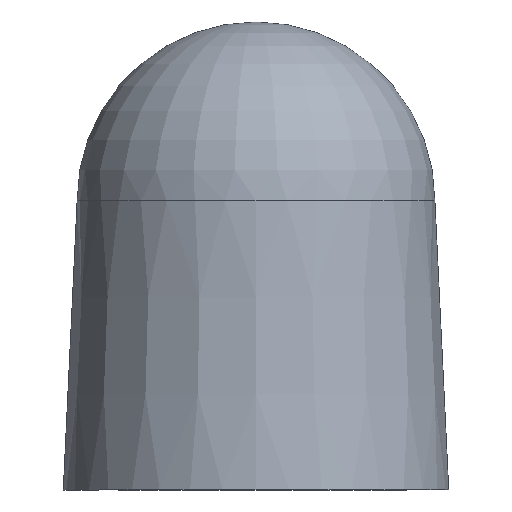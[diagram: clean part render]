
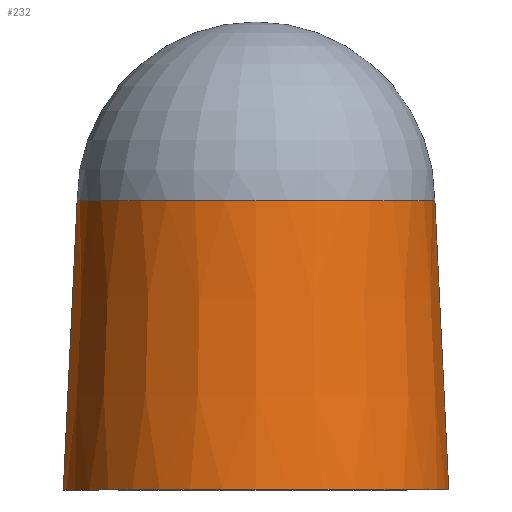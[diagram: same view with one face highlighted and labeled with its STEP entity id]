
A CAD part, front view. The second image highlights one B-rep face of the part: STEP entity #232.
In plain terms, the highlighted conical face has half-angle 2.741 degrees and reference radius 6.302 mm.
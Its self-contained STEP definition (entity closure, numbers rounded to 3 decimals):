
#2 = DIRECTION ( 'NONE',  ( -1., 0., 0. ) ) ;
#24 = EDGE_CURVE ( 'NONE', #381, #226, #340, .T. ) ;
#28 = ORIENTED_EDGE ( 'NONE', *, *, #24, .T. ) ;
#33 = CARTESIAN_POINT ( 'NONE',  ( 11.564, -26.307, 0.248 ) ) ;
#40 = AXIS2_PLACEMENT_3D ( 'NONE', #33, #337, #2 ) ;
#51 = CIRCLE ( 'NONE', #40, 6.79 ) ;
#69 = EDGE_CURVE ( 'NONE', #163, #231, #210, .T. ) ;
#83 = VECTOR ( 'NONE', #296, 1000. ) ;
#87 = ORIENTED_EDGE ( 'NONE', *, *, #88, .F. ) ;
#88 = EDGE_CURVE ( 'NONE', #231, #226, #51, .T. ) ;
#115 = ORIENTED_EDGE ( 'NONE', *, *, #69, .F. ) ;
#121 = CARTESIAN_POINT ( 'NONE',  ( 4.774, -26.307, 0.248 ) ) ;
#125 = DIRECTION ( 'NONE',  ( -1., 0., 0. ) ) ;
#144 = VECTOR ( 'NONE', #264, 1000. ) ;
#159 = DIRECTION ( 'NONE',  ( 0., 0., -1. ) ) ;
#163 = VERTEX_POINT ( 'NONE', #301 ) ;
#180 = CIRCLE ( 'NONE', #227, 6.302 ) ;
#183 = CARTESIAN_POINT ( 'NONE',  ( 18.354, -26.307, 0.248 ) ) ;
#190 = CARTESIAN_POINT ( 'NONE',  ( 11.564, -26.307, 10.433 ) ) ;
#210 = LINE ( 'NONE', #237, #83 ) ;
#211 = AXIS2_PLACEMENT_3D ( 'NONE', #273, #243, #125 ) ;
#226 = VERTEX_POINT ( 'NONE', #121 ) ;
#227 = AXIS2_PLACEMENT_3D ( 'NONE', #190, #159, #313 ) ;
#231 = VERTEX_POINT ( 'NONE', #183 ) ;
#232 = ADVANCED_FACE ( 'NONE', ( #332 ), #282, .T. ) ;
#237 = CARTESIAN_POINT ( 'NONE',  ( 17.867, -26.307, 10.433 ) ) ;
#243 = DIRECTION ( 'NONE',  ( 0., 0., -1. ) ) ;
#264 = DIRECTION ( 'NONE',  ( -0.048, 0., -0.999 ) ) ;
#273 = CARTESIAN_POINT ( 'NONE',  ( 11.564, -26.307, 10.433 ) ) ;
#282 = CONICAL_SURFACE ( 'NONE', #211, 6.302, 0.048 ) ;
#289 = EDGE_CURVE ( 'NONE', #163, #381, #180, .T. ) ;
#296 = DIRECTION ( 'NONE',  ( 0.048, 0., -0.999 ) ) ;
#301 = CARTESIAN_POINT ( 'NONE',  ( 17.867, -26.307, 10.433 ) ) ;
#313 = DIRECTION ( 'NONE',  ( -1., 0., 0. ) ) ;
#314 = CARTESIAN_POINT ( 'NONE',  ( 5.262, -26.307, 10.433 ) ) ;
#318 = ORIENTED_EDGE ( 'NONE', *, *, #289, .T. ) ;
#330 = CARTESIAN_POINT ( 'NONE',  ( 5.262, -26.307, 10.433 ) ) ;
#332 = FACE_OUTER_BOUND ( 'NONE', #370, .T. ) ;
#337 = DIRECTION ( 'NONE',  ( 0., 0., -1. ) ) ;
#340 = LINE ( 'NONE', #330, #144 ) ;
#370 = EDGE_LOOP ( 'NONE', ( #115, #318, #28, #87 ) ) ;
#381 = VERTEX_POINT ( 'NONE', #314 ) ;
